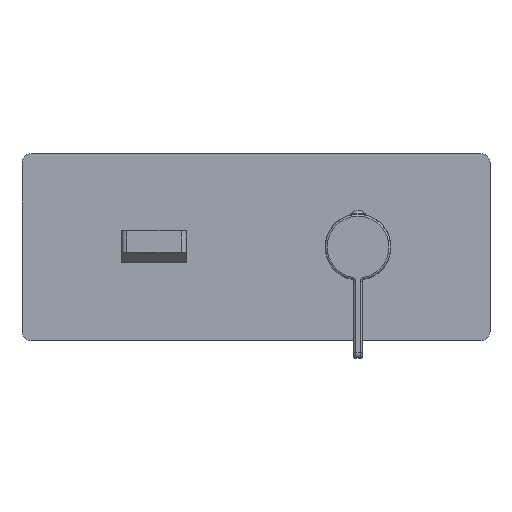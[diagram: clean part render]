
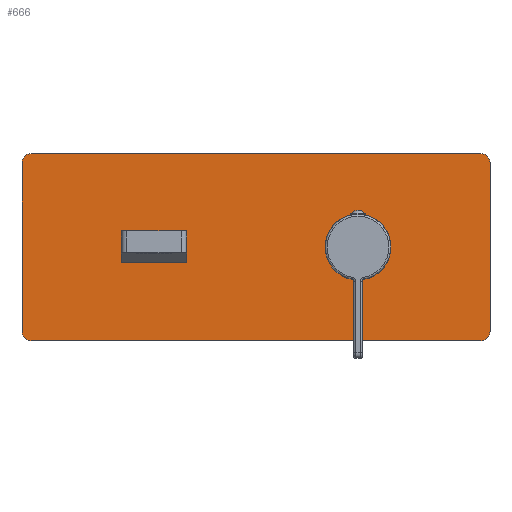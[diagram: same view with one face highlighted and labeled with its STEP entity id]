
A CAD part, top view. The second image highlights one B-rep face of the part: STEP entity #666.
In plain terms, the highlighted planar face has unit normal (0, 0, 1).
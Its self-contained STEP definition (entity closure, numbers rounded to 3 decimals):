
#384=CARTESIAN_POINT('',(65.5,45.,52.));
#385=DIRECTION('',(0.,0.,1.));
#386=DIRECTION('',(1.,0.,0.));
#387=AXIS2_PLACEMENT_3D('',#384,#385,#386);
#389=DIRECTION('',(0.,1.,0.));
#390=VECTOR('',#389,90.);
#391=CARTESIAN_POINT('',(70.5,-45.,52.));
#392=LINE('',#391,#390);
#393=CARTESIAN_POINT('',(65.5,-45.,52.));
#394=DIRECTION('',(0.,0.,1.));
#395=DIRECTION('',(0.,-1.,0.));
#396=AXIS2_PLACEMENT_3D('',#393,#394,#395);
#398=DIRECTION('',(1.,0.,0.));
#399=VECTOR('',#398,240.);
#400=CARTESIAN_POINT('',(-174.5,-50.,52.));
#401=LINE('',#400,#399);
#402=CARTESIAN_POINT('',(-174.5,-45.,52.));
#403=DIRECTION('',(0.,0.,1.));
#404=DIRECTION('',(-1.,0.,0.));
#405=AXIS2_PLACEMENT_3D('',#402,#403,#404);
#407=DIRECTION('',(0.,-1.,0.));
#408=VECTOR('',#407,90.);
#409=CARTESIAN_POINT('',(-179.5,45.,52.));
#410=LINE('',#409,#408);
#411=CARTESIAN_POINT('',(-174.5,45.,52.));
#412=DIRECTION('',(0.,0.,1.));
#413=DIRECTION('',(0.,1.,0.));
#414=AXIS2_PLACEMENT_3D('',#411,#412,#413);
#416=DIRECTION('',(-1.,0.,0.));
#417=VECTOR('',#416,240.);
#418=CARTESIAN_POINT('',(65.5,50.,52.));
#419=LINE('',#418,#417);
#424=CARTESIAN_POINT('',(70.5,45.,52.));
#425=VERTEX_POINT('',#424);
#426=CARTESIAN_POINT('',(65.5,50.,52.));
#427=VERTEX_POINT('',#426);
#432=CARTESIAN_POINT('',(-174.5,50.,52.));
#433=VERTEX_POINT('',#432);
#434=CARTESIAN_POINT('',(-179.5,45.,52.));
#435=VERTEX_POINT('',#434);
#440=CARTESIAN_POINT('',(-179.5,-45.,52.));
#441=VERTEX_POINT('',#440);
#442=CARTESIAN_POINT('',(-174.5,-50.,52.));
#443=VERTEX_POINT('',#442);
#448=CARTESIAN_POINT('',(65.5,-50.,52.));
#449=VERTEX_POINT('',#448);
#450=CARTESIAN_POINT('',(70.5,-45.,52.));
#451=VERTEX_POINT('',#450);
#651=CARTESIAN_POINT('',(0.,0.,52.));
#652=DIRECTION('',(0.,0.,1.));
#653=DIRECTION('',(1.,0.,0.));
#654=AXIS2_PLACEMENT_3D('',#651,#652,#653);
#655=PLANE('',#654);
#656=ORIENTED_EDGE('',*,*,#491,.F.);
#657=ORIENTED_EDGE('',*,*,#514,.F.);
#658=ORIENTED_EDGE('',*,*,#534,.F.);
#659=ORIENTED_EDGE('',*,*,#554,.F.);
#660=ORIENTED_EDGE('',*,*,#576,.F.);
#661=ORIENTED_EDGE('',*,*,#596,.F.);
#662=ORIENTED_EDGE('',*,*,#618,.F.);
#663=ORIENTED_EDGE('',*,*,#637,.F.);
#664=EDGE_LOOP('',(#656,#657,#658,#659,#660,#661,#662,#663));
#665=FACE_OUTER_BOUND('',#664,.F.);
#666=ADVANCED_FACE('',(#665),#655,.T.);
#388=CIRCLE('',#387,5.);
#397=CIRCLE('',#396,5.);
#406=CIRCLE('',#405,5.);
#415=CIRCLE('',#414,5.);
#491=EDGE_CURVE('',#425,#427,#388,.T.);
#514=EDGE_CURVE('',#451,#425,#392,.T.);
#534=EDGE_CURVE('',#449,#451,#397,.T.);
#554=EDGE_CURVE('',#443,#449,#401,.T.);
#576=EDGE_CURVE('',#441,#443,#406,.T.);
#596=EDGE_CURVE('',#435,#441,#410,.T.);
#618=EDGE_CURVE('',#433,#435,#415,.T.);
#637=EDGE_CURVE('',#427,#433,#419,.T.);
